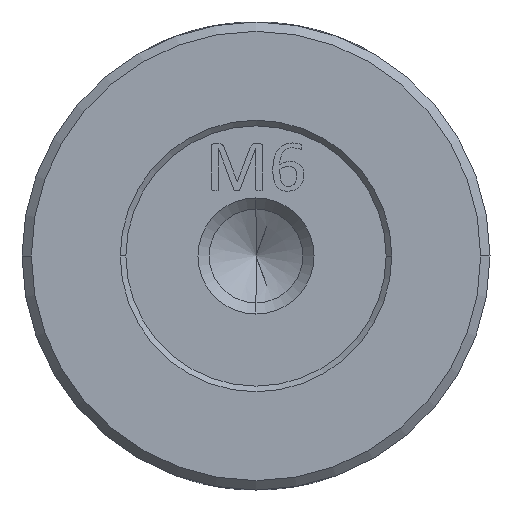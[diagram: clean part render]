
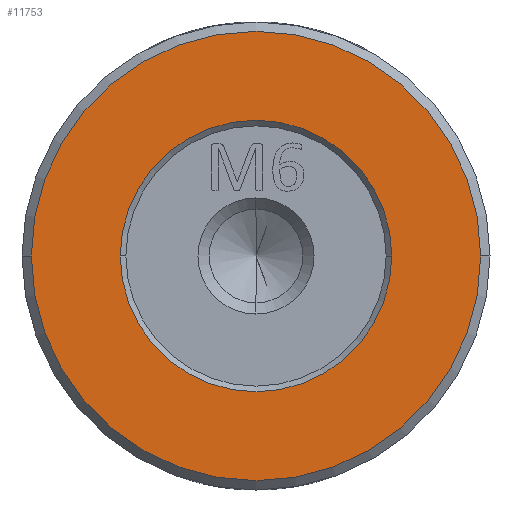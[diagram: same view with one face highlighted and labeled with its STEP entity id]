
A CAD part, left-side view. The second image highlights one B-rep face of the part: STEP entity #11753.
In plain terms, the highlighted planar face has unit normal (-1, 0, 0).
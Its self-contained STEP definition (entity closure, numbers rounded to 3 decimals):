
#157 = ORIENTED_EDGE ( 'NONE', *, *, #10876, .T. ) ;
#531 = EDGE_LOOP ( 'NONE', ( #2456, #157 ) ) ;
#1228 = VERTEX_POINT ( 'NONE', #11671 ) ;
#1349 = DIRECTION ( 'NONE',  ( -1., 0., 0. ) ) ;
#1478 = CARTESIAN_POINT ( 'NONE',  ( -91.055, -1.144, 0. ) ) ;
#1621 = FACE_OUTER_BOUND ( 'NONE', #531, .T. ) ;
#1686 = PLANE ( 'NONE',  #3017 ) ;
#1959 = DIRECTION ( 'NONE',  ( 0., -1., 0. ) ) ;
#2284 = DIRECTION ( 'NONE',  ( 1., 0., 0. ) ) ;
#2299 = DIRECTION ( 'NONE',  ( -1., 0., 0. ) ) ;
#2435 = EDGE_CURVE ( 'NONE', #3246, #1228, #4435, .T. ) ;
#2456 = ORIENTED_EDGE ( 'NONE', *, *, #11643, .T. ) ;
#2791 = ORIENTED_EDGE ( 'NONE', *, *, #2435, .T. ) ;
#3017 = AXIS2_PLACEMENT_3D ( 'NONE', #1478, #6620, #7633 ) ;
#3246 = VERTEX_POINT ( 'NONE', #11166 ) ;
#4001 = EDGE_CURVE ( 'NONE', #1228, #3246, #11204, .T. ) ;
#4135 = DIRECTION ( 'NONE',  ( 0., -1., 0. ) ) ;
#4218 = CARTESIAN_POINT ( 'NONE',  ( -91.055, 10.856, 0. ) ) ;
#4392 = CARTESIAN_POINT ( 'NONE',  ( -91.055, -1.144, 0. ) ) ;
#4435 = CIRCLE ( 'NONE', #4803, 7.25 ) ;
#4440 = DIRECTION ( 'NONE',  ( 0., -1., 0. ) ) ;
#4696 = AXIS2_PLACEMENT_3D ( 'NONE', #7915, #7160, #1959 ) ;
#4803 = AXIS2_PLACEMENT_3D ( 'NONE', #9102, #2284, #4440 ) ;
#5600 = AXIS2_PLACEMENT_3D ( 'NONE', #8466, #1349, #4135 ) ;
#6558 = FACE_BOUND ( 'NONE', #10436, .T. ) ;
#6620 = DIRECTION ( 'NONE',  ( -1., 0., 0. ) ) ;
#7059 = VERTEX_POINT ( 'NONE', #7157 ) ;
#7157 = CARTESIAN_POINT ( 'NONE',  ( -91.055, -13.144, 0. ) ) ;
#7160 = DIRECTION ( 'NONE',  ( 1., 0., 0. ) ) ;
#7624 = AXIS2_PLACEMENT_3D ( 'NONE', #4392, #2299, #8394 ) ;
#7633 = DIRECTION ( 'NONE',  ( 0., 1., 0. ) ) ;
#7915 = CARTESIAN_POINT ( 'NONE',  ( -91.055, -1.144, 0. ) ) ;
#8394 = DIRECTION ( 'NONE',  ( 0., -1., 0. ) ) ;
#8466 = CARTESIAN_POINT ( 'NONE',  ( -91.055, -1.144, 0. ) ) ;
#9102 = CARTESIAN_POINT ( 'NONE',  ( -91.055, -1.144, 0. ) ) ;
#10155 = CIRCLE ( 'NONE', #5600, 12. ) ;
#10436 = EDGE_LOOP ( 'NONE', ( #12215, #2791 ) ) ;
#10876 = EDGE_CURVE ( 'NONE', #7059, #12298, #11761, .T. ) ;
#11166 = CARTESIAN_POINT ( 'NONE',  ( -91.055, 6.106, 0. ) ) ;
#11204 = CIRCLE ( 'NONE', #4696, 7.25 ) ;
#11643 = EDGE_CURVE ( 'NONE', #12298, #7059, #10155, .T. ) ;
#11671 = CARTESIAN_POINT ( 'NONE',  ( -91.055, -8.394, 0. ) ) ;
#11753 = ADVANCED_FACE ( 'NONE', ( #6558, #1621 ), #1686, .T. ) ;
#11761 = CIRCLE ( 'NONE', #7624, 12. ) ;
#12215 = ORIENTED_EDGE ( 'NONE', *, *, #4001, .T. ) ;
#12298 = VERTEX_POINT ( 'NONE', #4218 ) ;
